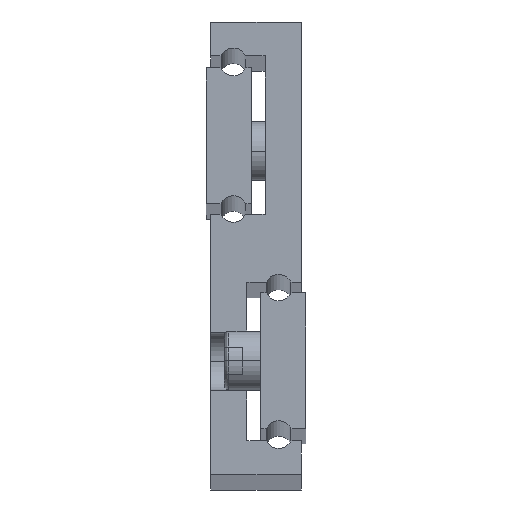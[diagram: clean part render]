
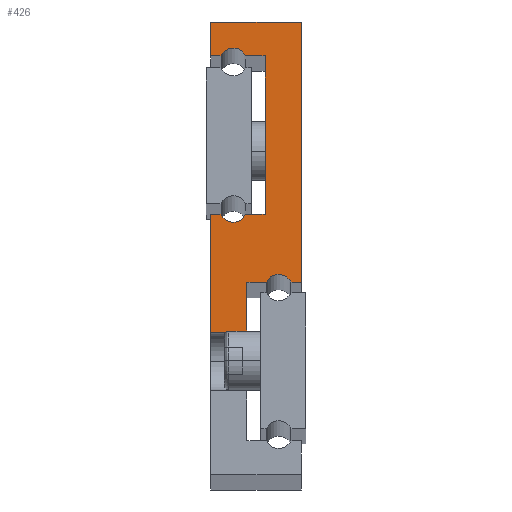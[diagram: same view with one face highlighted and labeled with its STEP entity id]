
A CAD part, top view. The second image highlights one B-rep face of the part: STEP entity #426.
In plain terms, the highlighted planar face has unit normal (0, 0, 1).
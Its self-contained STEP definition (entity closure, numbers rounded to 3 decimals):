
#5 = CARTESIAN_POINT ( 'NONE',  ( 0., 0., 975. ) ) ;
#12 = EDGE_CURVE ( 'NONE', #1535, #170, #20, .T. ) ;
#20 = CIRCLE ( 'NONE', #785, 3. ) ;
#24 = CARTESIAN_POINT ( 'NONE',  ( 5., 58.75, 975. ) ) ;
#30 = EDGE_CURVE ( 'NONE', #504, #1853, #1745, .T. ) ;
#46 = VERTEX_POINT ( 'NONE', #207 ) ;
#51 = DIRECTION ( 'NONE',  ( 1., 0., 0. ) ) ;
#59 = CIRCLE ( 'NONE', #635, 3. ) ;
#62 = CIRCLE ( 'NONE', #531, 3. ) ;
#88 = VECTOR ( 'NONE', #2052, 1000. ) ;
#133 = VECTOR ( 'NONE', #1780, 1000. ) ;
#141 = CARTESIAN_POINT ( 'NONE',  ( 7.727, 57.5, 975. ) ) ;
#144 = LINE ( 'NONE', #2172, #1465 ) ;
#150 = CARTESIAN_POINT ( 'NONE',  ( 20., 100., 975. ) ) ;
#157 = ORIENTED_EDGE ( 'NONE', *, *, #193, .T. ) ;
#170 = VERTEX_POINT ( 'NONE', #969 ) ;
#186 = ORIENTED_EDGE ( 'NONE', *, *, #1656, .T. ) ;
#193 = EDGE_CURVE ( 'NONE', #2076, #570, #597, .T. ) ;
#203 = FACE_OUTER_BOUND ( 'NONE', #981, .T. ) ;
#207 = CARTESIAN_POINT ( 'NONE',  ( 7.727, 92.5, 975. ) ) ;
#239 = EDGE_CURVE ( 'NONE', #1853, #852, #144, .T. ) ;
#285 = ORIENTED_EDGE ( 'NONE', *, *, #1870, .T. ) ;
#289 = DIRECTION ( 'NONE',  ( -1., 0., 0. ) ) ;
#343 = EDGE_CURVE ( 'NONE', #46, #2076, #701, .T. ) ;
#379 = CARTESIAN_POINT ( 'NONE',  ( 0., 57.5, 975. ) ) ;
#401 = LINE ( 'NONE', #919, #1675 ) ;
#424 = ORIENTED_EDGE ( 'NONE', *, *, #1319, .T. ) ;
#426 = ADVANCED_FACE ( 'NONE', ( #203 ), #905, .F. ) ;
#442 = ORIENTED_EDGE ( 'NONE', *, *, #1710, .T. ) ;
#451 = CARTESIAN_POINT ( 'NONE',  ( 0., 92.5, 975. ) ) ;
#453 = CARTESIAN_POINT ( 'NONE',  ( 0., 100., 975. ) ) ;
#504 = VERTEX_POINT ( 'NONE', #1080 ) ;
#517 = ORIENTED_EDGE ( 'NONE', *, *, #343, .T. ) ;
#531 = AXIS2_PLACEMENT_3D ( 'NONE', #1378, #654, #1203 ) ;
#532 = ORIENTED_EDGE ( 'NONE', *, *, #851, .T. ) ;
#537 = LINE ( 'NONE', #553, #1470 ) ;
#553 = CARTESIAN_POINT ( 'NONE',  ( 7.727, 57.5, 975. ) ) ;
#570 = VERTEX_POINT ( 'NONE', #1446 ) ;
#589 = CARTESIAN_POINT ( 'NONE',  ( 20., 100., 975. ) ) ;
#593 = ORIENTED_EDGE ( 'NONE', *, *, #2091, .T. ) ;
#597 = LINE ( 'NONE', #1818, #2204 ) ;
#635 = AXIS2_PLACEMENT_3D ( 'NONE', #1927, #927, #2122 ) ;
#654 = DIRECTION ( 'NONE',  ( 0., 0., -1. ) ) ;
#675 = DIRECTION ( 'NONE',  ( -1., 0., 0. ) ) ;
#701 = LINE ( 'NONE', #2006, #88 ) ;
#710 = DIRECTION ( 'NONE',  ( 0., -1., 0. ) ) ;
#716 = VERTEX_POINT ( 'NONE', #1866 ) ;
#725 = CARTESIAN_POINT ( 'NONE',  ( 12., 92.5, 975. ) ) ;
#730 = DIRECTION ( 'NONE',  ( 0., 0., -1. ) ) ;
#734 = ORIENTED_EDGE ( 'NONE', *, *, #1161, .T. ) ;
#740 = EDGE_CURVE ( 'NONE', #852, #2002, #1236, .T. ) ;
#785 = AXIS2_PLACEMENT_3D ( 'NONE', #24, #1765, #1052 ) ;
#851 = EDGE_CURVE ( 'NONE', #716, #46, #59, .T. ) ;
#852 = VERTEX_POINT ( 'NONE', #589 ) ;
#874 = ORIENTED_EDGE ( 'NONE', *, *, #239, .T. ) ;
#888 = CARTESIAN_POINT ( 'NONE',  ( 8., 7.5, 975. ) ) ;
#905 = PLANE ( 'NONE',  #1183 ) ;
#919 = CARTESIAN_POINT ( 'NONE',  ( 0., 31.5, 975. ) ) ;
#927 = DIRECTION ( 'NONE',  ( 0., 0., -1. ) ) ;
#932 = CARTESIAN_POINT ( 'NONE',  ( 20., 42.5, 975. ) ) ;
#965 = CARTESIAN_POINT ( 'NONE',  ( 20., 42.5, 975. ) ) ;
#969 = CARTESIAN_POINT ( 'NONE',  ( 2.273, 57.5, 975. ) ) ;
#981 = EDGE_LOOP ( 'NONE', ( #593, #1793, #424, #442, #1315, #1483, #874, #1861, #734, #285, #532, #517, #157, #186, #1668, #1985 ) ) ;
#1039 = CARTESIAN_POINT ( 'NONE',  ( 0., 100., 975. ) ) ;
#1052 = DIRECTION ( 'NONE',  ( -1., 0., 0. ) ) ;
#1058 = DIRECTION ( 'NONE',  ( -1., 0., 0. ) ) ;
#1080 = CARTESIAN_POINT ( 'NONE',  ( 17.727, 42.5, 975. ) ) ;
#1089 = VERTEX_POINT ( 'NONE', #2075 ) ;
#1159 = CARTESIAN_POINT ( 'NONE',  ( 5., 58.75, 975. ) ) ;
#1161 = EDGE_CURVE ( 'NONE', #2002, #2066, #1839, .T. ) ;
#1183 = AXIS2_PLACEMENT_3D ( 'NONE', #1159, #730, #289 ) ;
#1203 = DIRECTION ( 'NONE',  ( -1., 0., 0. ) ) ;
#1211 = CARTESIAN_POINT ( 'NONE',  ( 0., 57.5, 975. ) ) ;
#1236 = LINE ( 'NONE', #150, #1495 ) ;
#1251 = LINE ( 'NONE', #1937, #1258 ) ;
#1258 = VECTOR ( 'NONE', #1750, 1000. ) ;
#1275 = VERTEX_POINT ( 'NONE', #2044 ) ;
#1306 = EDGE_CURVE ( 'NONE', #170, #2142, #1692, .T. ) ;
#1315 = ORIENTED_EDGE ( 'NONE', *, *, #1525, .T. ) ;
#1319 = EDGE_CURVE ( 'NONE', #1275, #1356, #1731, .T. ) ;
#1356 = VERTEX_POINT ( 'NONE', #1925 ) ;
#1369 = DIRECTION ( 'NONE',  ( 0., 1., 0. ) ) ;
#1378 = CARTESIAN_POINT ( 'NONE',  ( 15., 41.25, 975. ) ) ;
#1386 = CARTESIAN_POINT ( 'NONE',  ( 0., 92.5, 975. ) ) ;
#1409 = LINE ( 'NONE', #5, #2105 ) ;
#1423 = VERTEX_POINT ( 'NONE', #2184 ) ;
#1446 = CARTESIAN_POINT ( 'NONE',  ( 12., 57.5, 975. ) ) ;
#1465 = VECTOR ( 'NONE', #1369, 1000. ) ;
#1467 = DIRECTION ( 'NONE',  ( 0., -1., 0. ) ) ;
#1470 = VECTOR ( 'NONE', #1058, 1000. ) ;
#1483 = ORIENTED_EDGE ( 'NONE', *, *, #30, .T. ) ;
#1495 = VECTOR ( 'NONE', #1544, 1000. ) ;
#1525 = EDGE_CURVE ( 'NONE', #1423, #504, #62, .T. ) ;
#1535 = VERTEX_POINT ( 'NONE', #141 ) ;
#1544 = DIRECTION ( 'NONE',  ( -1., 0., 0. ) ) ;
#1573 = DIRECTION ( 'NONE',  ( 0., 1., 0. ) ) ;
#1595 = DIRECTION ( 'NONE',  ( 1., 0., 0. ) ) ;
#1656 = EDGE_CURVE ( 'NONE', #570, #1535, #537, .T. ) ;
#1668 = ORIENTED_EDGE ( 'NONE', *, *, #12, .T. ) ;
#1675 = VECTOR ( 'NONE', #51, 1000. ) ;
#1692 = LINE ( 'NONE', #1211, #1992 ) ;
#1710 = EDGE_CURVE ( 'NONE', #1356, #1423, #1251, .T. ) ;
#1731 = LINE ( 'NONE', #888, #1959 ) ;
#1735 = EDGE_CURVE ( 'NONE', #1089, #1275, #401, .T. ) ;
#1745 = LINE ( 'NONE', #932, #1988 ) ;
#1750 = DIRECTION ( 'NONE',  ( 1., 0., 0. ) ) ;
#1765 = DIRECTION ( 'NONE',  ( 0., 0., -1. ) ) ;
#1780 = DIRECTION ( 'NONE',  ( 1., 0., 0. ) ) ;
#1785 = VECTOR ( 'NONE', #2165, 1000. ) ;
#1793 = ORIENTED_EDGE ( 'NONE', *, *, #1735, .T. ) ;
#1818 = CARTESIAN_POINT ( 'NONE',  ( 12., 92.5, 975. ) ) ;
#1839 = LINE ( 'NONE', #453, #1785 ) ;
#1853 = VERTEX_POINT ( 'NONE', #965 ) ;
#1861 = ORIENTED_EDGE ( 'NONE', *, *, #740, .T. ) ;
#1866 = CARTESIAN_POINT ( 'NONE',  ( 2.273, 92.5, 975. ) ) ;
#1870 = EDGE_CURVE ( 'NONE', #2066, #716, #1987, .T. ) ;
#1925 = CARTESIAN_POINT ( 'NONE',  ( 8., 42.5, 975. ) ) ;
#1927 = CARTESIAN_POINT ( 'NONE',  ( 5., 91.25, 975. ) ) ;
#1937 = CARTESIAN_POINT ( 'NONE',  ( 12.273, 42.5, 975. ) ) ;
#1959 = VECTOR ( 'NONE', #1573, 1000. ) ;
#1985 = ORIENTED_EDGE ( 'NONE', *, *, #1306, .T. ) ;
#1987 = LINE ( 'NONE', #451, #133 ) ;
#1988 = VECTOR ( 'NONE', #1595, 1000. ) ;
#1992 = VECTOR ( 'NONE', #675, 1000. ) ;
#2002 = VERTEX_POINT ( 'NONE', #1039 ) ;
#2006 = CARTESIAN_POINT ( 'NONE',  ( 7.727, 92.5, 975. ) ) ;
#2044 = CARTESIAN_POINT ( 'NONE',  ( 8., 31.5, 975. ) ) ;
#2052 = DIRECTION ( 'NONE',  ( 1., 0., 0. ) ) ;
#2066 = VERTEX_POINT ( 'NONE', #1386 ) ;
#2075 = CARTESIAN_POINT ( 'NONE',  ( 0., 31.5, 975. ) ) ;
#2076 = VERTEX_POINT ( 'NONE', #725 ) ;
#2091 = EDGE_CURVE ( 'NONE', #2142, #1089, #1409, .T. ) ;
#2105 = VECTOR ( 'NONE', #710, 1000. ) ;
#2122 = DIRECTION ( 'NONE',  ( 1., 0., 0. ) ) ;
#2142 = VERTEX_POINT ( 'NONE', #379 ) ;
#2165 = DIRECTION ( 'NONE',  ( 0., -1., 0. ) ) ;
#2172 = CARTESIAN_POINT ( 'NONE',  ( 20., 100., 975. ) ) ;
#2184 = CARTESIAN_POINT ( 'NONE',  ( 12.273, 42.5, 975. ) ) ;
#2204 = VECTOR ( 'NONE', #1467, 1000. ) ;
